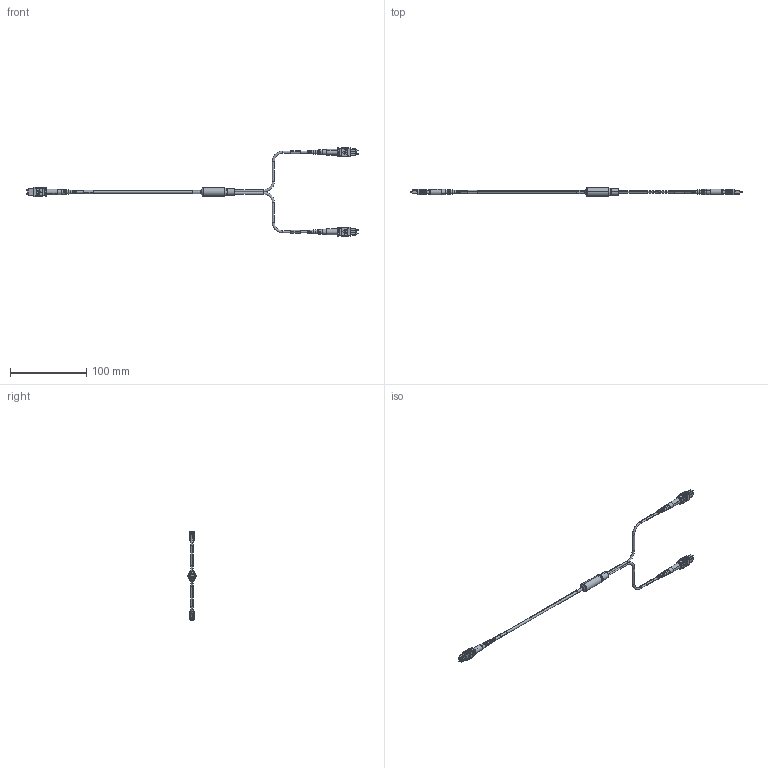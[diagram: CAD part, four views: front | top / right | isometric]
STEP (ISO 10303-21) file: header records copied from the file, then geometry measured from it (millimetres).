
FILE_DESCRIPTION (( 'STEP AP214' ), '1' );
FILE_NAME ('MPM24212OM5R-CA_3D.STEP', '2021-03-30T19:52:33', ( '' ), ( '' ), 'SwSTEP 2.0', 'SolidWorks 2020', '' );
FILE_SCHEMA (( 'AUTOMOTIVE_DESIGN' ));
Length unit declared in the file: inch
Products named in the file (12): MPM24212OM5R-CA_3D; MPO CABLE LABEL_3.8mm CABLE OD; MPF24-MPF-MA2_ROUND; 12C Ø3mm FOC, OM5 LIME, RISER, 2inch ZAG; 3AB04-014-MA3; 3AB04-014-MA1; 3AB04-014-MA2_MALE (with pins); 3AB04-014-MA5; 3AB04-014-MA4; 3AB04-014_MALE (with pins); 24C Ø3.8mm FOC, 50 MM, OM5 LIME, RISER_6 inch; MPO CABLE LABEL_3mm CABLE OD
Assembly tree (15 placements, depth 3):
  MPM24212OM5R-CA_3D
    3AB04-014_MALE (with pins)  x3
      3AB04-014-MA2_MALE (with pins)
      3AB04-014-MA3
      3AB04-014-MA4
      3AB04-014-MA1
      3AB04-014-MA5
    24C Ø3.8mm FOC, 50 MM, OM5 LIME, RISER_6 inch
    MPO CABLE LABEL_3.8mm CABLE OD
    MPF24-MPF-MA2_ROUND
    12C Ø3mm FOC, OM5 LIME, RISER, 2inch ZAG  x2
    MPO CABLE LABEL_3mm CABLE OD  x2
Bounding box: 436.35 x 11.18 x 117.01 mm (x, y, z)
Volume: 13284.9 mm3; surface area: 20165.5 mm2
Topology: 22 solids, 22 shells, 1284 faces, 3568 edges, 2334 vertices
Faces by surface type: plane 947, cylinder 221, bspline 60, torus 34, cone 22
Entity records: 16646 total; most frequent: CARTESIAN_POINT 4273, ORIENTED_EDGE 2476, DIRECTION 2342, EDGE_CURVE 1238, LINE 820, VECTOR 820, VERTEX_POINT 806, AXIS2_PLACEMENT_3D 761
